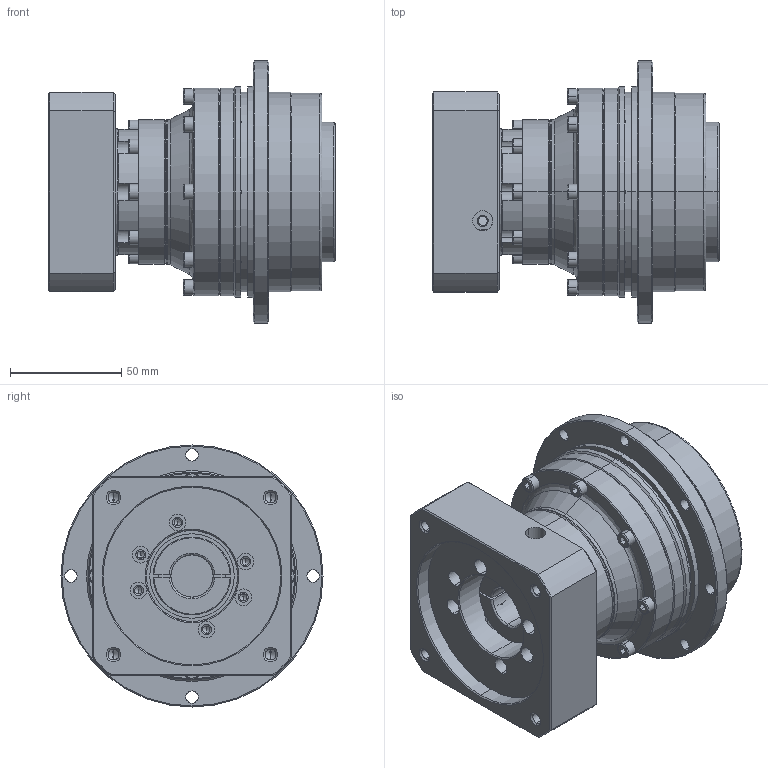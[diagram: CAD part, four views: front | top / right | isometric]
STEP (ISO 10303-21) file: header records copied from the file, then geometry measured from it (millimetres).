
FILE_DESCRIPTION (( 'STEP AP214' ), '1' );
FILE_NAME ('SD090-L2-19-80-100M6.STEP', '2022-02-19T09:06:41', ( 'admin' ), ( '' ), 'SwSTEP 2.0', 'SolidWorks 2013', '' );
FILE_SCHEMA (( 'AUTOMOTIVE_DESIGN' ));
Length unit declared in the file: millimetre
Products named in the file (4): PB060-80-100M6; PB090-L2_X2_58F34F537AEF_X0_-19; SD090-L2-19-80-100M6; SD090_X2_8F9351FA7AEF_X0_
Assembly tree (3 placements, depth 2):
  SD090-L2-19-80-100M6
    PB090-L2_X2_58F34F537AEF_X0_-19
    PB060-80-100M6
    SD090_X2_8F9351FA7AEF_X0_
Bounding box: 129 x 118 x 118 mm (x, y, z)
Volume: 695683.3 mm3; surface area: 107941.2 mm2
Topology: 3 solids, 3 shells, 668 faces, 1610 edges, 965 vertices
Faces by surface type: cylinder 255, plane 200, cone 170, bspline 43
Entity records: 27826 total; most frequent: CARTESIAN_POINT 4921, DIRECTION 3373, ORIENTED_EDGE 3080, EDGE_CURVE 1540, AXIS2_PLACEMENT_3D 1319, VERTEX_POINT 965, EDGE_LOOP 801, VECTOR 735
